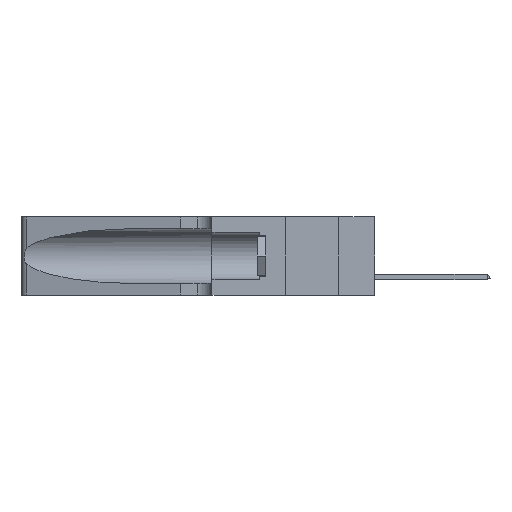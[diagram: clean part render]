
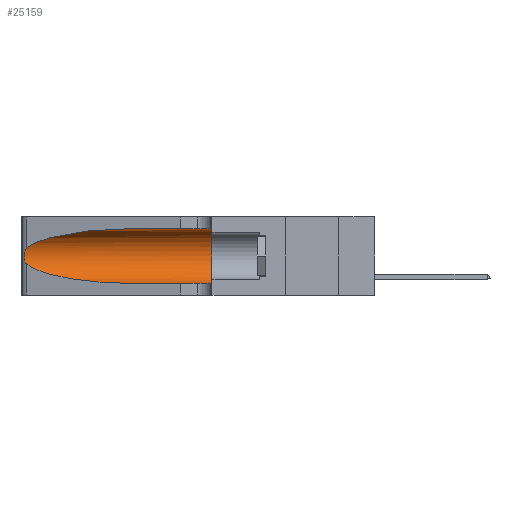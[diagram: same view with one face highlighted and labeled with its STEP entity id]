
A CAD part, left-side view. The second image highlights one B-rep face of the part: STEP entity #25159.
In plain terms, the highlighted cylindrical face has radius 3.308 mm (diameter 6.617 mm), a partial arc.
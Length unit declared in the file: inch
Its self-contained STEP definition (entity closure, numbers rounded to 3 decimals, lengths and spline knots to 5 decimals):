
#809 =( BOUNDED_CURVE ( )  B_SPLINE_CURVE ( 3, ( #22753, #12112, #8246, #18723 ),
 .UNSPECIFIED., .F., .F. ) 
 B_SPLINE_CURVE_WITH_KNOTS ( ( 4, 4 ),
 ( 1.5708, 2.84003 ),
 .UNSPECIFIED. ) 
 CURVE ( )  GEOMETRIC_REPRESENTATION_ITEM ( )  RATIONAL_B_SPLINE_CURVE ( ( 1., 0.87, 0.87, 1. ) ) 
 REPRESENTATION_ITEM ( '' )  );
#1442 = CARTESIAN_POINT ( 'NONE',  ( 0.1305, 0.72297, 0.05475 ) ) ;
#2711 = DIRECTION ( 'NONE',  ( 0., 0., 1. ) ) ;
#2733 = CARTESIAN_POINT ( 'NONE',  ( 0.25487, 1.22718, 0.22369 ) ) ;
#2786 = CIRCLE ( 'NONE', #7122, 0.13025 ) ;
#3289 = CARTESIAN_POINT ( 'NONE',  ( 0.1305, 1.61858, 0.05475 ) ) ;
#3352 = EDGE_CURVE ( 'NONE', #21151, #23714, #809, .T. ) ;
#3353 = CARTESIAN_POINT ( 'NONE',  ( 0.25639, 1.23184, 0.21858 ) ) ;
#3447 = CARTESIAN_POINT ( 'NONE',  ( 0.26018, 1.23835, 0.19895 ) ) ;
#3657 = DIRECTION ( 'NONE',  ( 0., -1., 0. ) ) ;
#4645 = ORIENTED_EDGE ( 'NONE', *, *, #25610, .T. ) ;
#5130 = DIRECTION ( 'NONE',  ( 0., -1., 0. ) ) ;
#5199 = ORIENTED_EDGE ( 'NONE', *, *, #3352, .T. ) ;
#5809 = CARTESIAN_POINT ( 'NONE',  ( 0.25789, 1.23486, 0.15765 ) ) ;
#6965 = EDGE_CURVE ( 'NONE', #23714, #20058, #18620, .T. ) ;
#7122 = AXIS2_PLACEMENT_3D ( 'NONE', #23603, #15237, #2711 ) ;
#7830 = VERTEX_POINT ( 'NONE', #20761 ) ;
#7870 = CYLINDRICAL_SURFACE ( 'NONE', #15498, 0.13025 ) ;
#8246 = CARTESIAN_POINT ( 'NONE',  ( 0.2373, 1.15595, 0.28018 ) ) ;
#8384 = EDGE_LOOP ( 'NONE', ( #5199, #11706, #14825, #4645, #18475, #10459 ) ) ;
#8881 = CARTESIAN_POINT ( 'NONE',  ( 0.25487, 1.22718, 0.14631 ) ) ;
#9760 = CARTESIAN_POINT ( 'NONE',  ( 0.26075, 1.23896, 0.19203 ) ) ;
#10459 = ORIENTED_EDGE ( 'NONE', *, *, #25226, .F. ) ;
#10756 = VECTOR ( 'NONE', #26271, 39.37008 ) ;
#11440 = DIRECTION ( 'NONE',  ( 0., 0., -1. ) ) ;
#11472 = LINE ( 'NONE', #16295, #21286 ) ;
#11706 = ORIENTED_EDGE ( 'NONE', *, *, #6965, .T. ) ;
#12112 = CARTESIAN_POINT ( 'NONE',  ( 0.18966, 0.96281, 0.31525 ) ) ;
#12226 = CARTESIAN_POINT ( 'NONE',  ( 0.25555, 1.22993, 0.14849 ) ) ;
#12352 = EDGE_CURVE ( 'NONE', #19485, #7830, #2786, .T. ) ;
#13248 = CARTESIAN_POINT ( 'NONE',  ( 0.25487, 1.22718, 0.22369 ) ) ;
#13270 = CARTESIAN_POINT ( 'NONE',  ( 0.1305, 0.72297, 0.31525 ) ) ;
#13411 = LINE ( 'NONE', #3289, #10756 ) ;
#13474 = FACE_OUTER_BOUND ( 'NONE', #8384, .T. ) ;
#13901 = CARTESIAN_POINT ( 'NONE',  ( 0.25854, 1.2359, 0.20912 ) ) ;
#14069 = CARTESIAN_POINT ( 'NONE',  ( 0.25487, 1.22718, 0.14631 ) ) ;
#14825 = ORIENTED_EDGE ( 'NONE', *, *, #22989, .T. ) ;
#15110 = CARTESIAN_POINT ( 'NONE',  ( 0.25487, 1.22718, 0.14631 ) ) ;
#15237 = DIRECTION ( 'NONE',  ( 0., 1., 0. ) ) ;
#15498 = AXIS2_PLACEMENT_3D ( 'NONE', #15562, #5130, #11440 ) ;
#15562 = CARTESIAN_POINT ( 'NONE',  ( 0.1305, 1.61858, 0.185 ) ) ;
#16274 = CARTESIAN_POINT ( 'NONE',  ( 0.1305, 0.35, 0.31525 ) ) ;
#16295 = CARTESIAN_POINT ( 'NONE',  ( 0.1305, 1.61858, 0.31525 ) ) ;
#17125 = CARTESIAN_POINT ( 'NONE',  ( 0.2373, 1.15595, 0.08982 ) ) ;
#17226 = CARTESIAN_POINT ( 'NONE',  ( 0.1305, 0.72297, 0.05475 ) ) ;
#17448 = CARTESIAN_POINT ( 'NONE',  ( 0.25555, 1.22994, 0.2215 ) ) ;
#18026 = CARTESIAN_POINT ( 'NONE',  ( 0.25787, 1.23484, 0.2124 ) ) ;
#18475 = ORIENTED_EDGE ( 'NONE', *, *, #12352, .F. ) ;
#18620 = B_SPLINE_CURVE_WITH_KNOTS ( 'NONE', 3,
 ( #13248, #17448, #3353, #18026, #13901, #3447, #9760, #24973, #24800, #18740, #5809, #26792, #12226, #8881 ),
 .UNSPECIFIED., .F., .F.,
 ( 4, 2, 2, 2, 2, 2, 4 ),
 ( 0., 0.00027, 0.00053, 0.00107, 0.0016, 0.00187, 0.00214 ),
 .UNSPECIFIED. ) ;
#18723 = CARTESIAN_POINT ( 'NONE',  ( 0.25487, 1.22718, 0.22369 ) ) ;
#18740 = CARTESIAN_POINT ( 'NONE',  ( 0.25856, 1.23593, 0.16098 ) ) ;
#19485 = VERTEX_POINT ( 'NONE', #16274 ) ;
#20058 = VERTEX_POINT ( 'NONE', #14069 ) ;
#20761 = CARTESIAN_POINT ( 'NONE',  ( 0.1305, 0.35, 0.05475 ) ) ;
#21151 = VERTEX_POINT ( 'NONE', #13270 ) ;
#21286 = VECTOR ( 'NONE', #3657, 39.37008 ) ;
#22753 = CARTESIAN_POINT ( 'NONE',  ( 0.1305, 0.72297, 0.31525 ) ) ;
#22773 = VERTEX_POINT ( 'NONE', #1442 ) ;
#22989 = EDGE_CURVE ( 'NONE', #20058, #22773, #25172, .T. ) ;
#23287 = CARTESIAN_POINT ( 'NONE',  ( 0.18966, 0.96281, 0.05475 ) ) ;
#23603 = CARTESIAN_POINT ( 'NONE',  ( 0.1305, 0.35, 0.185 ) ) ;
#23714 = VERTEX_POINT ( 'NONE', #2733 ) ;
#24800 = CARTESIAN_POINT ( 'NONE',  ( 0.26017, 1.23833, 0.17102 ) ) ;
#24973 = CARTESIAN_POINT ( 'NONE',  ( 0.26075, 1.23896, 0.178 ) ) ;
#25159 = ADVANCED_FACE ( 'NONE', ( #13474 ), #7870, .F. ) ;
#25172 =( BOUNDED_CURVE ( )  B_SPLINE_CURVE ( 3, ( #15110, #17125, #23287, #17226 ),
 .UNSPECIFIED., .F., .T. ) 
 B_SPLINE_CURVE_WITH_KNOTS ( ( 4, 4 ),
 ( 3.44316, 4.71239 ),
 .UNSPECIFIED. ) 
 CURVE ( )  GEOMETRIC_REPRESENTATION_ITEM ( )  RATIONAL_B_SPLINE_CURVE ( ( 1., 0.87, 0.87, 1. ) ) 
 REPRESENTATION_ITEM ( '' )  );
#25226 = EDGE_CURVE ( 'NONE', #21151, #19485, #11472, .T. ) ;
#25610 = EDGE_CURVE ( 'NONE', #22773, #7830, #13411, .T. ) ;
#26271 = DIRECTION ( 'NONE',  ( 0., -1., 0. ) ) ;
#26792 = CARTESIAN_POINT ( 'NONE',  ( 0.25639, 1.23186, 0.15144 ) ) ;
